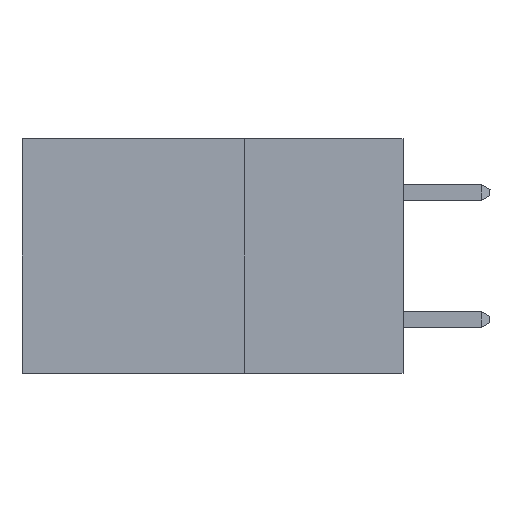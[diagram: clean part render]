
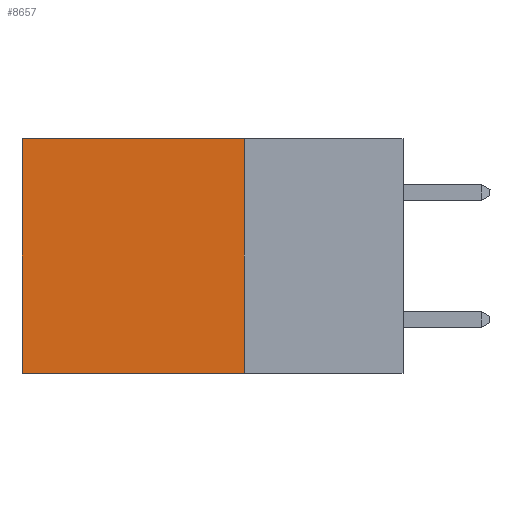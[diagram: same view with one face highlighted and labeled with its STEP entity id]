
A CAD part, left-side view. The second image highlights one B-rep face of the part: STEP entity #8657.
In plain terms, the highlighted planar face has unit normal (-1, 0, 0).
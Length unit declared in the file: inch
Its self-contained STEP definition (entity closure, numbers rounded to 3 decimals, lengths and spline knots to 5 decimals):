
#362 = CARTESIAN_POINT ( 'NONE',  ( 0.2875, 0.25, 0. ) ) ;
#1447 = VERTEX_POINT ( 'NONE', #1707 ) ;
#1650 = CARTESIAN_POINT ( 'NONE',  ( 0.2875, 0.25, 0. ) ) ;
#1707 = CARTESIAN_POINT ( 'NONE',  ( 0.2875, 0.6, -0.37 ) ) ;
#1858 = FACE_OUTER_BOUND ( 'NONE', #2183, .T. ) ;
#2041 = VECTOR ( 'NONE', #15309, 39.37008 ) ;
#2183 = EDGE_LOOP ( 'NONE', ( #14543, #9221, #15345, #9604 ) ) ;
#2549 = CARTESIAN_POINT ( 'NONE',  ( 0.2875, 0.25, -0.37 ) ) ;
#4445 = LINE ( 'NONE', #9598, #2041 ) ;
#4854 = PLANE ( 'NONE',  #9767 ) ;
#5033 = DIRECTION ( 'NONE',  ( 1., 0., 0. ) ) ;
#6001 = EDGE_CURVE ( 'NONE', #16788, #1447, #12740, .T. ) ;
#6387 = VECTOR ( 'NONE', #17961, 39.37008 ) ;
#7120 = CARTESIAN_POINT ( 'NONE',  ( 0.2875, 0.6, 0. ) ) ;
#7700 = EDGE_CURVE ( 'NONE', #15434, #1447, #18014, .T. ) ;
#7810 = VECTOR ( 'NONE', #12493, 39.37008 ) ;
#8600 = VECTOR ( 'NONE', #16960, 39.37008 ) ;
#8657 = ADVANCED_FACE ( 'NONE', ( #1858 ), #4854, .F. ) ;
#9221 = ORIENTED_EDGE ( 'NONE', *, *, #6001, .F. ) ;
#9598 = CARTESIAN_POINT ( 'NONE',  ( 0.2875, 0.25, 0. ) ) ;
#9604 = ORIENTED_EDGE ( 'NONE', *, *, #11210, .T. ) ;
#9767 = AXIS2_PLACEMENT_3D ( 'NONE', #11579, #5033, #10726 ) ;
#10726 = DIRECTION ( 'NONE',  ( 0., 0., -1. ) ) ;
#11210 = EDGE_CURVE ( 'NONE', #14542, #15434, #12918, .T. ) ;
#11506 = CARTESIAN_POINT ( 'NONE',  ( 0.2875, 0.25, -0.37 ) ) ;
#11579 = CARTESIAN_POINT ( 'NONE',  ( 0.2875, 0.25, 0. ) ) ;
#12493 = DIRECTION ( 'NONE',  ( 0., 0., -1. ) ) ;
#12740 = LINE ( 'NONE', #11506, #8600 ) ;
#12918 = LINE ( 'NONE', #362, #6387 ) ;
#14044 = EDGE_CURVE ( 'NONE', #14542, #16788, #4445, .T. ) ;
#14542 = VERTEX_POINT ( 'NONE', #1650 ) ;
#14543 = ORIENTED_EDGE ( 'NONE', *, *, #7700, .T. ) ;
#15309 = DIRECTION ( 'NONE',  ( 0., 0., -1. ) ) ;
#15345 = ORIENTED_EDGE ( 'NONE', *, *, #14044, .F. ) ;
#15434 = VERTEX_POINT ( 'NONE', #7120 ) ;
#15729 = CARTESIAN_POINT ( 'NONE',  ( 0.2875, 0.6, 0. ) ) ;
#16788 = VERTEX_POINT ( 'NONE', #2549 ) ;
#16960 = DIRECTION ( 'NONE',  ( 0., 1., 0. ) ) ;
#17961 = DIRECTION ( 'NONE',  ( 0., 1., 0. ) ) ;
#18014 = LINE ( 'NONE', #15729, #7810 ) ;
